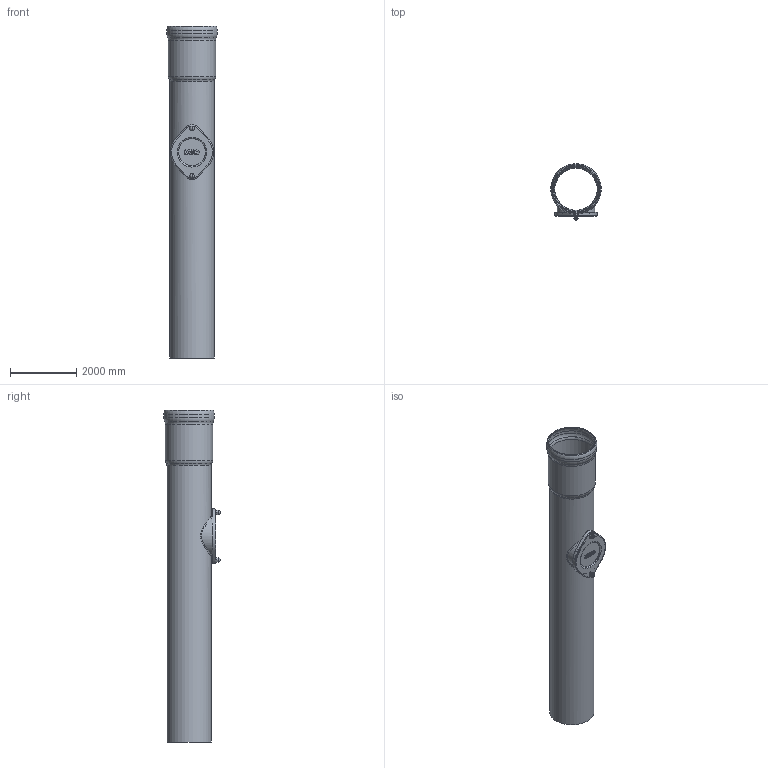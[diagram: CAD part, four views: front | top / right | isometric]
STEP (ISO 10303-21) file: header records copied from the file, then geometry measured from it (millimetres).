
FILE_DESCRIPTION(/* description */ (''),/* implementation_level */ '2;1');
FILE_NAME(/* name */ '05510.125X_3D.stp',/* time_stamp */ '2024-12-11T14:16:24+01:00',/* author */ ('CAD'),/* organization */ (''),/* preprocessor_version */ 'ST-DEVELOPER v20',/* originating_system */ 'AutoCAD Mechanical',/* authorisation */ '');
FILE_SCHEMA (('AUTOMOTIVE_DESIGN { 1 0 10303 214 3 1 1 }'));
Length unit declared in the file: centimetre
Products named in the file (2): Product; *S0
Assembly tree (1 placements, depth 2):
  Product
    *S0
Bounding box: 1520 x 1695 x 10000 mm (x, y, z)
Volume: 1101137673 mm3; surface area: 88679073.9 mm2
Topology: 7 solids, 7 shells, 183 faces, 407 edges, 245 vertices
Faces by surface type: cone 85, plane 37, cylinder 26, torus 19, bspline 9, sphere 7
Full cylindrical faces by diameter (mm): 100 x2, 900 x1, 1080 x1, 1130 x1, 1240 x1, 1280 x1, 1330 x1, 1380 x1, 1430 x1, 1470 x1, 1520 x1
Entity records: 20851 total; most frequent: CARTESIAN_POINT 16815, DIRECTION 879, ORIENTED_EDGE 796, EDGE_CURVE 398, AXIS2_PLACEMENT_3D 381, VERTEX_POINT 237, EDGE_LOOP 201, CIRCLE 199
